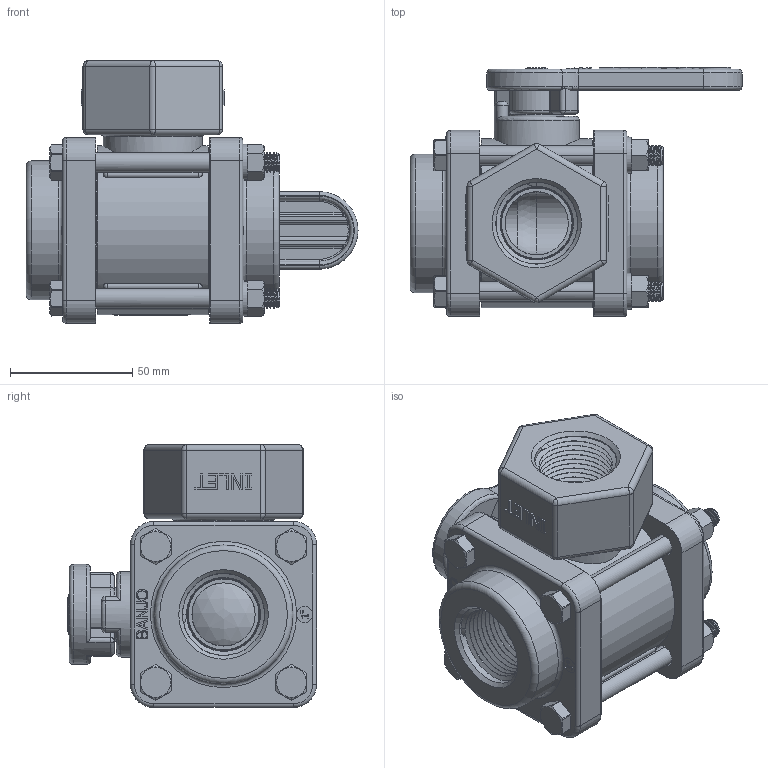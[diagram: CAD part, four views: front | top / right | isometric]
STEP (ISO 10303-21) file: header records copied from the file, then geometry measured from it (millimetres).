
FILE_DESCRIPTION(/* description */ ('1" SIDE LOAD 3-WAY VALVE ASSEMBLY'),/* implementation_level */ '2;1');
FILE_NAME(/* name */ 'V100SL.stp',/* time_stamp */ '2023-09-06T13:53:00-04:00',/* author */ ('MEG'),/* organization */ (''),/* preprocessor_version */ 'ST-DEVELOPER v18.1',/* originating_system */ 'Autodesk Inventor 2022',/* authorisation */ '');
FILE_SCHEMA (('AUTOMOTIVE_DESIGN { 1 0 10303 214 3 1 1 }'));
Products named in the file (21): V100SL; V10264; V10258; V10151; V10060; V10163; V10159; V10354S; V10354SX; VL1000; V10117; V10119; V10118; V10357; V10257X; V10153A; V10355S; V10355SM; VX10355S; V07020; SW10
Assembly tree (32 placements, depth 4):
  V100SL
    V10264  x2
    V10258  x2
    V10151
    V10060
    V10163
    V10159
    V10354S
      V10354SX
      VL1000
    V10117  x4
    V10119  x4
    V10118  x4
    V10357  x2
      V10257X
    V10153A
    V10355S
      V10355SM
        VX10355S
    V07020
    SW10
Bounding box: 135.99 x 102.03 x 107.7 mm (x, y, z)
Volume: 424459.9 mm3; surface area: 142692.5 mm2
Topology: 28 solids, 28 shells, 3954 faces, 9898 edges, 6296 vertices
Faces by surface type: plane 1903, bspline 811, cylinder 622, cone 467, torus 109, sphere 42
Full cylindrical faces by diameter (mm): 2.261 x1, 2.972 x1, 3.556 x4, 3.683 x1, 4.702 x3, 4.826 x1, 5.08 x1, 5.159 x1, 6.604 x2, 9.271 x8, 11.112 x1, 14.275 x1, 14.351 x1, 14.529 x1, 14.605 x1, 18.72 x1, 19.05 x3, 20.32 x1, 21.336 x1, 22.098 x1, 22.225 x2, 25.908 x7, 34.925 x1, 38.1 x2, 38.76 x2, 40.64 x1, 45.212 x2, 53.848 x1, 56.896 x2, 58.471 x2
Entity records: 107867 total; most frequent: CARTESIAN_POINT 36716, ORIENTED_EDGE 15938, DIRECTION 11665, EDGE_CURVE 7969, LINE 5353, VECTOR 5353, VERTEX_POINT 5201, EDGE_LOOP 3430
